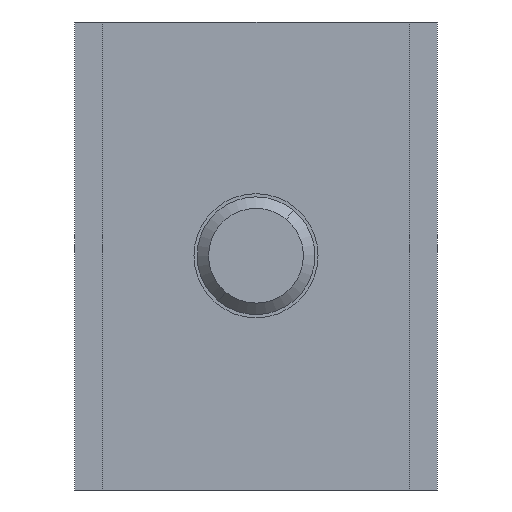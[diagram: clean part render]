
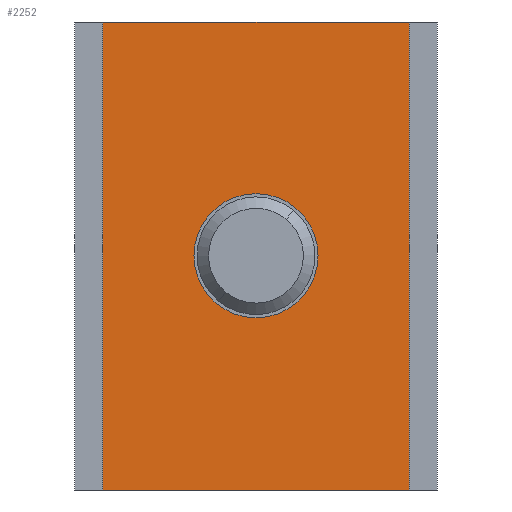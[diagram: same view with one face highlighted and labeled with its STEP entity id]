
A CAD part, front view. The second image highlights one B-rep face of the part: STEP entity #2252.
In plain terms, the highlighted planar face has unit normal (0, -1, 0).
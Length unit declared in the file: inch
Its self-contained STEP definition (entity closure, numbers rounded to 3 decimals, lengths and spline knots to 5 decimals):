
#19 = VERTEX_POINT ( 'NONE', #2551 ) ;
#41 = EDGE_LOOP ( 'NONE', ( #311, #1328, #2084, #945 ) ) ;
#66 = CARTESIAN_POINT ( 'NONE',  ( 0.20472, 0., 0.31264 ) ) ;
#70 = VERTEX_POINT ( 'NONE', #506 ) ;
#89 = VERTEX_POINT ( 'NONE', #2226 ) ;
#91 = VERTEX_POINT ( 'NONE', #1089 ) ;
#102 = EDGE_CURVE ( 'NONE', #19, #89, #1940, .T. ) ;
#123 = CARTESIAN_POINT ( 'NONE',  ( 0.20472, 0., 0.315 ) ) ;
#149 = DIRECTION ( 'NONE',  ( -1., 0., 0. ) ) ;
#187 = PLANE ( 'NONE',  #472 ) ;
#311 = ORIENTED_EDGE ( 'NONE', *, *, #102, .T. ) ;
#347 = CARTESIAN_POINT ( 'NONE',  ( -0.2425, 0., -0.31335 ) ) ;
#361 = EDGE_CURVE ( 'NONE', #91, #615, #1554, .T. ) ;
#374 = DIRECTION ( 'NONE',  ( 0., -1., 0. ) ) ;
#448 = EDGE_CURVE ( 'NONE', #70, #89, #1807, .T. ) ;
#472 = AXIS2_PLACEMENT_3D ( 'NONE', #1645, #1849, #579 ) ;
#506 = CARTESIAN_POINT ( 'NONE',  ( 0.20472, 0., -0.31335 ) ) ;
#530 = FACE_BOUND ( 'NONE', #711, .T. ) ;
#543 = ORIENTED_EDGE ( 'NONE', *, *, #361, .F. ) ;
#576 = EDGE_CURVE ( 'NONE', #70, #1964, #1780, .T. ) ;
#579 = DIRECTION ( 'NONE',  ( 0., 0., 1. ) ) ;
#615 = VERTEX_POINT ( 'NONE', #1358 ) ;
#711 = EDGE_LOOP ( 'NONE', ( #543, #2521 ) ) ;
#796 = DIRECTION ( 'NONE',  ( 0., 0., -1. ) ) ;
#945 = ORIENTED_EDGE ( 'NONE', *, *, #2338, .F. ) ;
#1081 = CARTESIAN_POINT ( 'NONE',  ( 0., 0., 0. ) ) ;
#1089 = CARTESIAN_POINT ( 'NONE',  ( 0., 0., 0.083 ) ) ;
#1328 = ORIENTED_EDGE ( 'NONE', *, *, #448, .F. ) ;
#1358 = CARTESIAN_POINT ( 'NONE',  ( 0., 0., -0.083 ) ) ;
#1375 = AXIS2_PLACEMENT_3D ( 'NONE', #1841, #374, #1634 ) ;
#1378 = CIRCLE ( 'NONE', #1521, 0.083 ) ;
#1451 = VECTOR ( 'NONE', #796, 39.37008 ) ;
#1521 = AXIS2_PLACEMENT_3D ( 'NONE', #1081, #2472, #2627 ) ;
#1554 = CIRCLE ( 'NONE', #1375, 0.083 ) ;
#1576 = DIRECTION ( 'NONE',  ( 0., 0., 1. ) ) ;
#1634 = DIRECTION ( 'NONE',  ( 0., 0., 1. ) ) ;
#1640 = CARTESIAN_POINT ( 'NONE',  ( -0.20472, 0., 0.315 ) ) ;
#1645 = CARTESIAN_POINT ( 'NONE',  ( -0.205, 0., 0.315 ) ) ;
#1780 = LINE ( 'NONE', #123, #2376 ) ;
#1807 = LINE ( 'NONE', #347, #2539 ) ;
#1841 = CARTESIAN_POINT ( 'NONE',  ( 0., 0., 0. ) ) ;
#1849 = DIRECTION ( 'NONE',  ( 0., 1., 0. ) ) ;
#1940 = LINE ( 'NONE', #1640, #1451 ) ;
#1957 = VECTOR ( 'NONE', #2273, 39.37008 ) ;
#1964 = VERTEX_POINT ( 'NONE', #66 ) ;
#2014 = LINE ( 'NONE', #2481, #1957 ) ;
#2084 = ORIENTED_EDGE ( 'NONE', *, *, #576, .T. ) ;
#2128 = EDGE_CURVE ( 'NONE', #615, #91, #1378, .T. ) ;
#2196 = FACE_OUTER_BOUND ( 'NONE', #41, .T. ) ;
#2226 = CARTESIAN_POINT ( 'NONE',  ( -0.20472, 0., -0.31335 ) ) ;
#2252 = ADVANCED_FACE ( 'NONE', ( #530, #2196 ), #187, .F. ) ;
#2273 = DIRECTION ( 'NONE',  ( 1., 0., 0. ) ) ;
#2338 = EDGE_CURVE ( 'NONE', #19, #1964, #2014, .T. ) ;
#2376 = VECTOR ( 'NONE', #1576, 39.37008 ) ;
#2472 = DIRECTION ( 'NONE',  ( 0., -1., 0. ) ) ;
#2481 = CARTESIAN_POINT ( 'NONE',  ( -0.2425, 0., 0.31264 ) ) ;
#2521 = ORIENTED_EDGE ( 'NONE', *, *, #2128, .F. ) ;
#2539 = VECTOR ( 'NONE', #149, 39.37008 ) ;
#2551 = CARTESIAN_POINT ( 'NONE',  ( -0.20472, 0., 0.31264 ) ) ;
#2627 = DIRECTION ( 'NONE',  ( 0., 0., 1. ) ) ;
